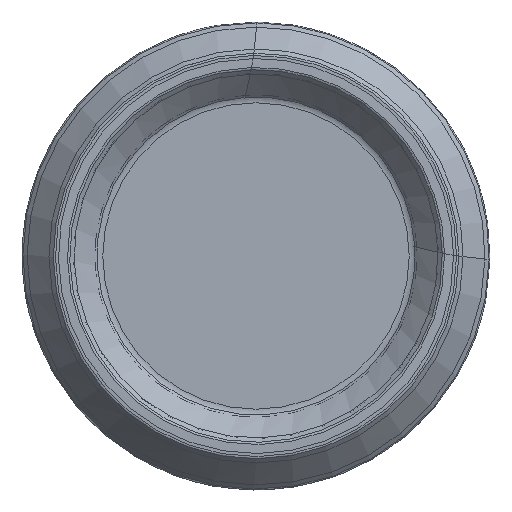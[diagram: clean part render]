
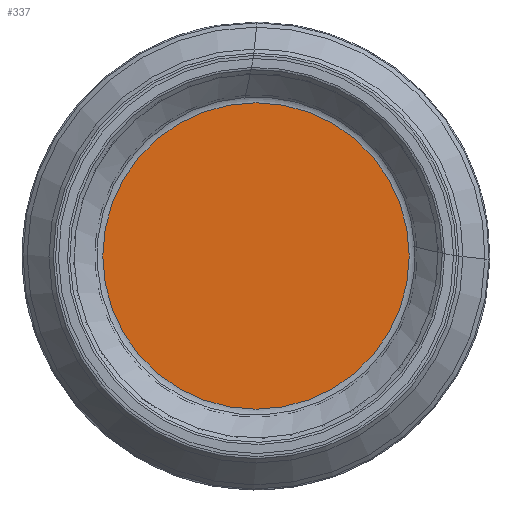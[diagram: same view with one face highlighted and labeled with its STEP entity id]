
A CAD part, left-side view. The second image highlights one B-rep face of the part: STEP entity #337.
In plain terms, the highlighted planar face has unit normal (-1, 0, 0).
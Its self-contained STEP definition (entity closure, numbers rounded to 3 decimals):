
#92=PLANE('',#1185);
#337=ADVANCED_FACE('',(#451),#92,.F.);
#451=FACE_OUTER_BOUND('',#535,.T.);
#535=EDGE_LOOP('',(#857));
#605=CIRCLE('',#1183,37.952);
#857=ORIENTED_EDGE('',*,*,#1053,.T.);
#927=VERTEX_POINT('',#2553);
#1053=EDGE_CURVE('',#927,#927,#605,.T.);
#1183=AXIS2_PLACEMENT_3D('',#2552,#1430,#1431);
#1185=AXIS2_PLACEMENT_3D('',#2555,#1434,#1435);
#1430=DIRECTION('',(-1.,0.,0.));
#1431=DIRECTION('',(0.,0.,1.));
#1434=DIRECTION('',(1.,0.,0.));
#1435=DIRECTION('',(0.,0.,-1.));
#2552=CARTESIAN_POINT('',(7.,0.,0.));
#2553=CARTESIAN_POINT('',(7.,0.,37.952));
#2555=CARTESIAN_POINT('',(7.,15.,0.));
